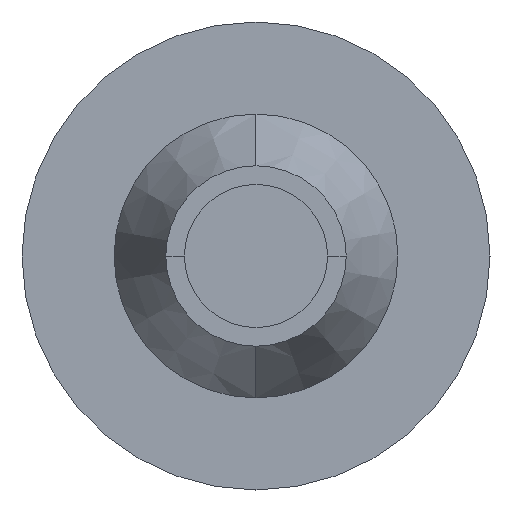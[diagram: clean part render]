
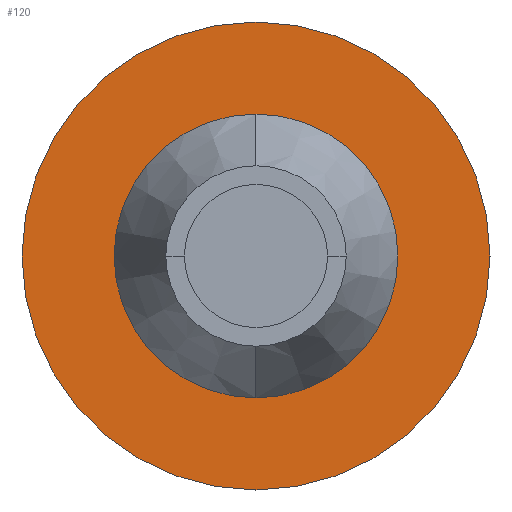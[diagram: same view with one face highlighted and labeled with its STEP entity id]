
A CAD part, left-side view. The second image highlights one B-rep face of the part: STEP entity #120.
In plain terms, the highlighted planar face has unit normal (-1, 0, 0).
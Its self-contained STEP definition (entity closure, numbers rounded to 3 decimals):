
#17 = EDGE_LOOP ( 'NONE', ( #126, #581 ) ) ;
#23 = AXIS2_PLACEMENT_3D ( 'NONE', #235, #294, #636 ) ;
#24 = CARTESIAN_POINT ( 'NONE',  ( 11.43, 0., -1.18 ) ) ;
#42 = AXIS2_PLACEMENT_3D ( 'NONE', #457, #106, #687 ) ;
#55 = EDGE_CURVE ( 'NONE', #654, #202, #199, .T. ) ;
#56 = AXIS2_PLACEMENT_3D ( 'NONE', #712, #67, #238 ) ;
#67 = DIRECTION ( 'NONE',  ( -1., 0., 0. ) ) ;
#75 = AXIS2_PLACEMENT_3D ( 'NONE', #445, #671, #144 ) ;
#87 = ORIENTED_EDGE ( 'NONE', *, *, #597, .F. ) ;
#106 = DIRECTION ( 'NONE',  ( -1., 0., 0. ) ) ;
#120 = ADVANCED_FACE ( 'NONE', ( #603, #139 ), #705, .F. ) ;
#126 = ORIENTED_EDGE ( 'NONE', *, *, #55, .T. ) ;
#134 = EDGE_CURVE ( 'NONE', #632, #433, #422, .T. ) ;
#139 = FACE_OUTER_BOUND ( 'NONE', #17, .T. ) ;
#144 = DIRECTION ( 'NONE',  ( 0., 0., 1. ) ) ;
#167 = DIRECTION ( 'NONE',  ( -1., 0., 0. ) ) ;
#199 = CIRCLE ( 'NONE', #42, 1.945 ) ;
#202 = VERTEX_POINT ( 'NONE', #480 ) ;
#235 = CARTESIAN_POINT ( 'NONE',  ( 11.43, 1.945, 0. ) ) ;
#238 = DIRECTION ( 'NONE',  ( 0., 0., 1. ) ) ;
#284 = CARTESIAN_POINT ( 'NONE',  ( 11.43, 0., 1.18 ) ) ;
#286 = CARTESIAN_POINT ( 'NONE',  ( 11.43, 0., 0. ) ) ;
#294 = DIRECTION ( 'NONE',  ( 1., 0., 0. ) ) ;
#322 = EDGE_LOOP ( 'NONE', ( #357, #87 ) ) ;
#357 = ORIENTED_EDGE ( 'NONE', *, *, #134, .F. ) ;
#422 = CIRCLE ( 'NONE', #56, 1.18 ) ;
#433 = VERTEX_POINT ( 'NONE', #24 ) ;
#445 = CARTESIAN_POINT ( 'NONE',  ( 11.43, 0., 0. ) ) ;
#447 = CIRCLE ( 'NONE', #693, 1.18 ) ;
#457 = CARTESIAN_POINT ( 'NONE',  ( 11.43, 0., 0. ) ) ;
#467 = EDGE_CURVE ( 'NONE', #202, #654, #734, .T. ) ;
#480 = CARTESIAN_POINT ( 'NONE',  ( 11.43, 0., -1.945 ) ) ;
#581 = ORIENTED_EDGE ( 'NONE', *, *, #467, .T. ) ;
#583 = DIRECTION ( 'NONE',  ( 0., 0., 1. ) ) ;
#597 = EDGE_CURVE ( 'NONE', #433, #632, #447, .T. ) ;
#603 = FACE_BOUND ( 'NONE', #322, .T. ) ;
#632 = VERTEX_POINT ( 'NONE', #284 ) ;
#636 = DIRECTION ( 'NONE',  ( 0., 0., -1. ) ) ;
#641 = CARTESIAN_POINT ( 'NONE',  ( 11.43, 0., 1.945 ) ) ;
#654 = VERTEX_POINT ( 'NONE', #641 ) ;
#671 = DIRECTION ( 'NONE',  ( -1., 0., 0. ) ) ;
#687 = DIRECTION ( 'NONE',  ( 0., 0., 1. ) ) ;
#693 = AXIS2_PLACEMENT_3D ( 'NONE', #286, #167, #583 ) ;
#705 = PLANE ( 'NONE',  #23 ) ;
#712 = CARTESIAN_POINT ( 'NONE',  ( 11.43, 0., 0. ) ) ;
#734 = CIRCLE ( 'NONE', #75, 1.945 ) ;
